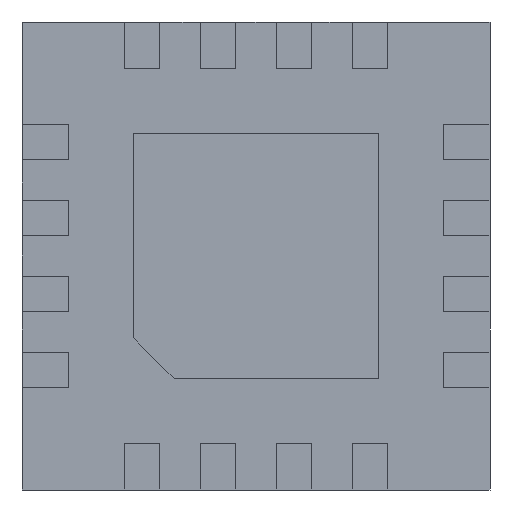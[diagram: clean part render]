
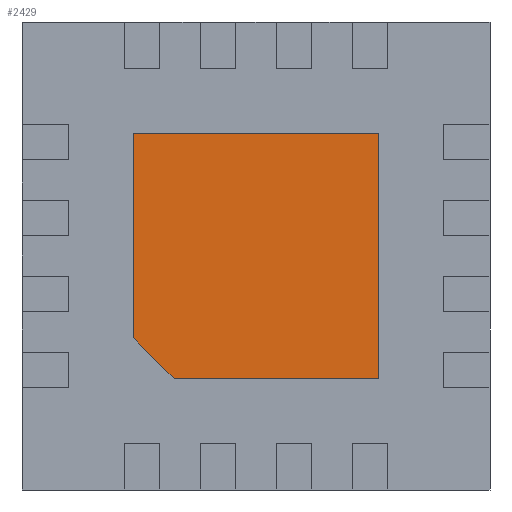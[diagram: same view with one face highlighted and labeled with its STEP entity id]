
A CAD part, front view. The second image highlights one B-rep face of the part: STEP entity #2429.
In plain terms, the highlighted planar face has unit normal (0, -1, 0).
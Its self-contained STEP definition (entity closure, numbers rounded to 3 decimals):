
#58 = VECTOR ( 'NONE', #3210, 1000. ) ;
#93 = VERTEX_POINT ( 'NONE', #3203 ) ;
#218 = CARTESIAN_POINT ( 'NONE',  ( -0.7, 0., -1.05 ) ) ;
#337 = LINE ( 'NONE', #897, #1331 ) ;
#470 = VERTEX_POINT ( 'NONE', #3764 ) ;
#604 = LINE ( 'NONE', #4137, #3796 ) ;
#797 = CARTESIAN_POINT ( 'NONE',  ( -1.05, 0., -0.7 ) ) ;
#897 = CARTESIAN_POINT ( 'NONE',  ( 1.05, 0., -1.05 ) ) ;
#1177 = LINE ( 'NONE', #4464, #58 ) ;
#1201 = EDGE_CURVE ( 'NONE', #3179, #2634, #604, .T. ) ;
#1221 = ORIENTED_EDGE ( 'NONE', *, *, #5200, .T. ) ;
#1331 = VECTOR ( 'NONE', #2213, 1000. ) ;
#1593 = PLANE ( 'NONE',  #5210 ) ;
#1600 = EDGE_CURVE ( 'NONE', #470, #3179, #1177, .T. ) ;
#1631 = DIRECTION ( 'NONE',  ( -1., 0., 0. ) ) ;
#2008 = CARTESIAN_POINT ( 'NONE',  ( 0., 0., 0. ) ) ;
#2126 = LINE ( 'NONE', #3773, #2982 ) ;
#2131 = EDGE_CURVE ( 'NONE', #93, #3604, #2126, .T. ) ;
#2213 = DIRECTION ( 'NONE',  ( 1., 0., 0. ) ) ;
#2375 = FACE_OUTER_BOUND ( 'NONE', #5415, .T. ) ;
#2429 = ADVANCED_FACE ( 'NONE', ( #2375 ), #1593, .T. ) ;
#2632 = EDGE_CURVE ( 'NONE', #2634, #93, #5044, .T. ) ;
#2634 = VERTEX_POINT ( 'NONE', #3857 ) ;
#2791 = ORIENTED_EDGE ( 'NONE', *, *, #2131, .T. ) ;
#2832 = ORIENTED_EDGE ( 'NONE', *, *, #1600, .T. ) ;
#2904 = VECTOR ( 'NONE', #5100, 1000. ) ;
#2982 = VECTOR ( 'NONE', #4560, 1000. ) ;
#3179 = VERTEX_POINT ( 'NONE', #3751 ) ;
#3203 = CARTESIAN_POINT ( 'NONE',  ( -1.05, 0., -0.7 ) ) ;
#3210 = DIRECTION ( 'NONE',  ( 0., 0., 1. ) ) ;
#3604 = VERTEX_POINT ( 'NONE', #218 ) ;
#3751 = CARTESIAN_POINT ( 'NONE',  ( 1.05, 0., 1.05 ) ) ;
#3764 = CARTESIAN_POINT ( 'NONE',  ( 1.05, 0., -1.05 ) ) ;
#3773 = CARTESIAN_POINT ( 'NONE',  ( -0.7, 0., -1.05 ) ) ;
#3796 = VECTOR ( 'NONE', #1631, 1000. ) ;
#3857 = CARTESIAN_POINT ( 'NONE',  ( -1.05, 0., 1.05 ) ) ;
#4068 = DIRECTION ( 'NONE',  ( 0., 0., -1. ) ) ;
#4082 = ORIENTED_EDGE ( 'NONE', *, *, #2632, .T. ) ;
#4137 = CARTESIAN_POINT ( 'NONE',  ( 1.05, 0., 1.05 ) ) ;
#4464 = CARTESIAN_POINT ( 'NONE',  ( 1.05, 0., -1.05 ) ) ;
#4560 = DIRECTION ( 'NONE',  ( 0.707, 0., -0.707 ) ) ;
#4923 = DIRECTION ( 'NONE',  ( 0., -1., 0. ) ) ;
#5044 = LINE ( 'NONE', #797, #2904 ) ;
#5100 = DIRECTION ( 'NONE',  ( 0., 0., -1. ) ) ;
#5126 = ORIENTED_EDGE ( 'NONE', *, *, #1201, .T. ) ;
#5200 = EDGE_CURVE ( 'NONE', #3604, #470, #337, .T. ) ;
#5210 = AXIS2_PLACEMENT_3D ( 'NONE', #2008, #4923, #4068 ) ;
#5415 = EDGE_LOOP ( 'NONE', ( #4082, #2791, #1221, #2832, #5126 ) ) ;
